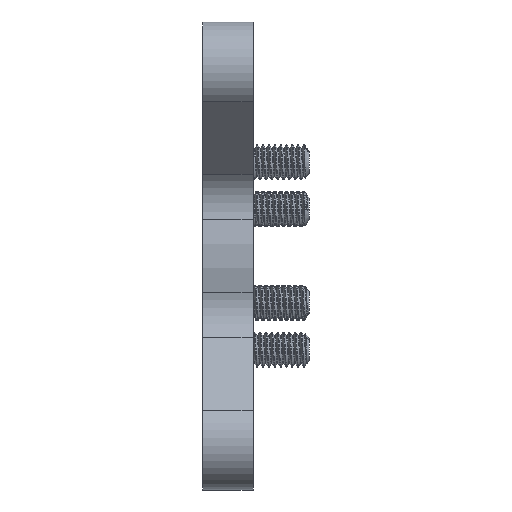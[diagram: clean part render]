
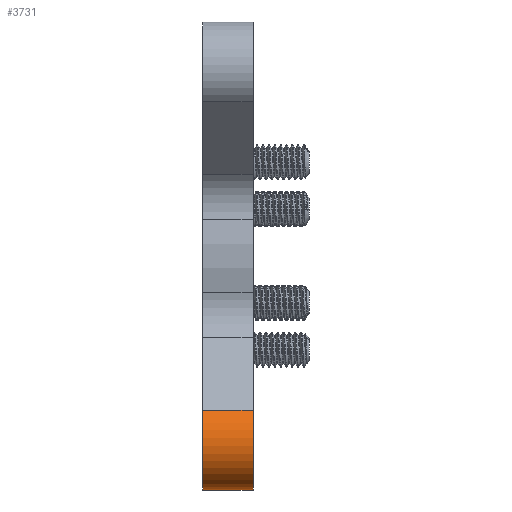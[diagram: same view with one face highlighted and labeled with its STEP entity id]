
A CAD part, left-side view. The second image highlights one B-rep face of the part: STEP entity #3731.
In plain terms, the highlighted cylindrical face has radius 4 mm (diameter 8 mm), a partial arc.
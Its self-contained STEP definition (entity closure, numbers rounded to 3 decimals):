
#601 = CARTESIAN_POINT ( 'NONE',  ( -16., 4.3, -16. ) ) ;
#1472 = CARTESIAN_POINT ( 'NONE',  ( -18.828, 4.3, -13.172 ) ) ;
#2319 = DIRECTION ( 'NONE',  ( 0., 0., 1. ) ) ;
#2848 = ORIENTED_EDGE ( 'NONE', *, *, #13166, .F. ) ;
#3523 = CARTESIAN_POINT ( 'NONE',  ( -16., 4.3, -16. ) ) ;
#3731 = ADVANCED_FACE ( 'NONE', ( #15085 ), #8881, .T. ) ;
#4704 = VERTEX_POINT ( 'NONE', #5205 ) ;
#5004 = DIRECTION ( 'NONE',  ( 0., -1., 0. ) ) ;
#5205 = CARTESIAN_POINT ( 'NONE',  ( -18.828, 4.3, -13.172 ) ) ;
#5426 = DIRECTION ( 'NONE',  ( 0., 1., 0. ) ) ;
#5694 = AXIS2_PLACEMENT_3D ( 'NONE', #3523, #11746, #13349 ) ;
#6153 = CIRCLE ( 'NONE', #5694, 4. ) ;
#7405 = AXIS2_PLACEMENT_3D ( 'NONE', #601, #11659, #13396 ) ;
#7701 = VERTEX_POINT ( 'NONE', #9374 ) ;
#8007 = EDGE_CURVE ( 'NONE', #7701, #18265, #16987, .T. ) ;
#8881 = CYLINDRICAL_SURFACE ( 'NONE', #7405, 4. ) ;
#8948 = EDGE_LOOP ( 'NONE', ( #15530, #19504, #11040, #2848 ) ) ;
#9374 = CARTESIAN_POINT ( 'NONE',  ( -16., 4.3, -20. ) ) ;
#11040 = ORIENTED_EDGE ( 'NONE', *, *, #18717, .T. ) ;
#11196 = LINE ( 'NONE', #1472, #19631 ) ;
#11474 = CARTESIAN_POINT ( 'NONE',  ( -16., 0., -20. ) ) ;
#11659 = DIRECTION ( 'NONE',  ( 0., -1., 0. ) ) ;
#11746 = DIRECTION ( 'NONE',  ( 0., 1., 0. ) ) ;
#13166 = EDGE_CURVE ( 'NONE', #4704, #13656, #11196, .T. ) ;
#13349 = DIRECTION ( 'NONE',  ( 0., 0., 1. ) ) ;
#13396 = DIRECTION ( 'NONE',  ( 0., 0., -1. ) ) ;
#13656 = VERTEX_POINT ( 'NONE', #13851 ) ;
#13851 = CARTESIAN_POINT ( 'NONE',  ( -18.828, 0., -13.172 ) ) ;
#14333 = CIRCLE ( 'NONE', #18720, 4. ) ;
#14508 = CARTESIAN_POINT ( 'NONE',  ( -16., 4.3, -20. ) ) ;
#15085 = FACE_OUTER_BOUND ( 'NONE', #8948, .T. ) ;
#15530 = ORIENTED_EDGE ( 'NONE', *, *, #17540, .F. ) ;
#15764 = DIRECTION ( 'NONE',  ( 0., -1., 0. ) ) ;
#15767 = VECTOR ( 'NONE', #5004, 1000. ) ;
#16536 = CARTESIAN_POINT ( 'NONE',  ( -16., 0., -16. ) ) ;
#16987 = LINE ( 'NONE', #14508, #15767 ) ;
#17540 = EDGE_CURVE ( 'NONE', #7701, #4704, #6153, .T. ) ;
#18265 = VERTEX_POINT ( 'NONE', #11474 ) ;
#18717 = EDGE_CURVE ( 'NONE', #18265, #13656, #14333, .T. ) ;
#18720 = AXIS2_PLACEMENT_3D ( 'NONE', #16536, #5426, #2319 ) ;
#19504 = ORIENTED_EDGE ( 'NONE', *, *, #8007, .T. ) ;
#19631 = VECTOR ( 'NONE', #15764, 1000. ) ;
